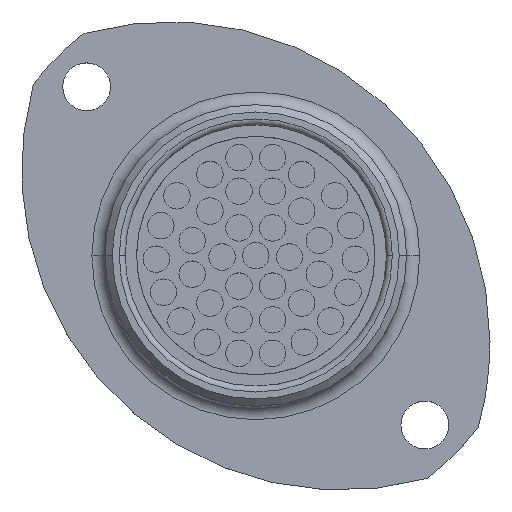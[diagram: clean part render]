
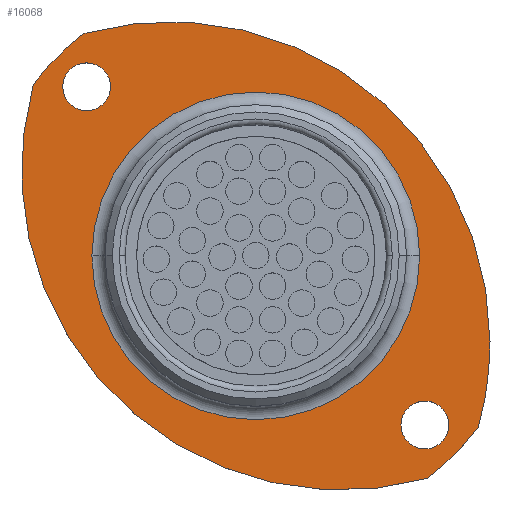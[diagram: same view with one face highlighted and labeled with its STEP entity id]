
A CAD part, top view. The second image highlights one B-rep face of the part: STEP entity #16068.
In plain terms, the highlighted planar face has unit normal (0, 0, 1).
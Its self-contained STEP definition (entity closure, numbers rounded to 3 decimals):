
#326 = ORIENTED_EDGE ( 'NONE', *, *, #45862, .F. ) ;
#365 = DIRECTION ( 'NONE',  ( 0., 0., 1. ) ) ;
#556 = DIRECTION ( 'NONE',  ( -1., 0., 0. ) ) ;
#804 = CIRCLE ( 'NONE', #24586, 11.135 ) ;
#1291 = DIRECTION ( 'NONE',  ( -1., 0., 0. ) ) ;
#2245 = ORIENTED_EDGE ( 'NONE', *, *, #3132, .F. ) ;
#2268 = AXIS2_PLACEMENT_3D ( 'NONE', #33565, #9293, #37661 ) ;
#2378 = CARTESIAN_POINT ( 'NONE',  ( -39.932, 29.18, 16.523 ) ) ;
#3132 = EDGE_CURVE ( 'NONE', #46169, #52365, #45731, .T. ) ;
#3376 = CARTESIAN_POINT ( 'NONE',  ( -26.817, -1.411, 16.523 ) ) ;
#3756 = DIRECTION ( 'NONE',  ( -1., 0., 0. ) ) ;
#3912 = DIRECTION ( 'NONE',  ( 0., 0., 1. ) ) ;
#4165 = CARTESIAN_POINT ( 'NONE',  ( -45.766, 4.246, 16.523 ) ) ;
#4504 = FACE_BOUND ( 'NONE', #12892, .T. ) ;
#5032 = CARTESIAN_POINT ( 'NONE',  ( -24.814, -1.593, 16.523 ) ) ;
#5550 = EDGE_LOOP ( 'NONE', ( #32915, #5934 ) ) ;
#5735 = ORIENTED_EDGE ( 'NONE', *, *, #29944, .F. ) ;
#5934 = ORIENTED_EDGE ( 'NONE', *, *, #37380, .F. ) ;
#5940 = CARTESIAN_POINT ( 'NONE',  ( -51.422, 21.57, 16.523 ) ) ;
#6446 = DIRECTION ( 'NONE',  ( -1., 0., 0. ) ) ;
#7664 = VERTEX_POINT ( 'NONE', #18470 ) ;
#8288 = DIRECTION ( 'NONE',  ( 1., 0., 0. ) ) ;
#8846 = DIRECTION ( 'NONE',  ( 0., 0., -1. ) ) ;
#8852 = CARTESIAN_POINT ( 'NONE',  ( -55.05, 21.753, 16.523 ) ) ;
#9293 = DIRECTION ( 'NONE',  ( 0., 0., 1. ) ) ;
#10040 = DIRECTION ( 'NONE',  ( 1., 0., 0. ) ) ;
#10252 = AXIS2_PLACEMENT_3D ( 'NONE', #4165, #32537, #8288 ) ;
#10811 = AXIS2_PLACEMENT_3D ( 'NONE', #36178, #11836, #40245 ) ;
#10876 = CARTESIAN_POINT ( 'NONE',  ( -51.605, 25.198, 16.523 ) ) ;
#11538 = CIRCLE ( 'NONE', #26433, 1.625 ) ;
#11704 = AXIS2_PLACEMENT_3D ( 'NONE', #33123, #8846, #37225 ) ;
#11836 = DIRECTION ( 'NONE',  ( 0., 0., 1. ) ) ;
#12280 = CARTESIAN_POINT ( 'NONE',  ( -45.766, 4.246, 16.523 ) ) ;
#12891 = EDGE_CURVE ( 'NONE', #51517, #48124, #24156, .T. ) ;
#12892 = EDGE_LOOP ( 'NONE', ( #2245, #326 ) ) ;
#13326 = VERTEX_POINT ( 'NONE', #52259 ) ;
#14985 = AXIS2_PLACEMENT_3D ( 'NONE', #49209, #24874, #556 ) ;
#15332 = FACE_BOUND ( 'NONE', #34971, .T. ) ;
#16068 = ADVANCED_FACE ( 'NONE', ( #15332, #4504, #24837, #35618 ), #22255, .F. ) ;
#16389 = DIRECTION ( 'NONE',  ( 1., 0., 0. ) ) ;
#16766 = EDGE_CURVE ( 'NONE', #17100, #37639, #50080, .T. ) ;
#17100 = VERTEX_POINT ( 'NONE', #3376 ) ;
#17458 = CARTESIAN_POINT ( 'NONE',  ( -24.016, 4.246, 16.523 ) ) ;
#18470 = CARTESIAN_POINT ( 'NONE',  ( -28.259, -5.038, 16.523 ) ) ;
#19031 = EDGE_CURVE ( 'NONE', #13326, #52480, #21378, .T. ) ;
#19643 = EDGE_CURVE ( 'NONE', #48124, #31938, #51096, .T. ) ;
#19713 = CARTESIAN_POINT ( 'NONE',  ( -51.067, 10.08, 16.523 ) ) ;
#21374 = EDGE_CURVE ( 'NONE', #51517, #7664, #25295, .T. ) ;
#21378 = CIRCLE ( 'NONE', #11704, 11.135 ) ;
#22255 = PLANE ( 'NONE',  #23372 ) ;
#23372 = AXIS2_PLACEMENT_3D ( 'NONE', #2378, #30735, #6446 ) ;
#23760 = ORIENTED_EDGE ( 'NONE', *, *, #48122, .T. ) ;
#24156 = CIRCLE ( 'NONE', #10252, 21.75 ) ;
#24586 = AXIS2_PLACEMENT_3D ( 'NONE', #49973, #25610, #1291 ) ;
#24697 = CARTESIAN_POINT ( 'NONE',  ( -28.442, -1.411, 16.523 ) ) ;
#24837 = FACE_BOUND ( 'NONE', #5550, .T. ) ;
#24874 = DIRECTION ( 'NONE',  ( 0., 0., -1. ) ) ;
#25112 = ORIENTED_EDGE ( 'NONE', *, *, #19643, .T. ) ;
#25295 = CIRCLE ( 'NONE', #14985, 19.1 ) ;
#25610 = DIRECTION ( 'NONE',  ( 0., 0., -1. ) ) ;
#26433 = AXIS2_PLACEMENT_3D ( 'NONE', #5940, #34318, #10040 ) ;
#27363 = AXIS2_PLACEMENT_3D ( 'NONE', #12280, #40697, #16389 ) ;
#27700 = CIRCLE ( 'NONE', #51205, 1.625 ) ;
#27709 = AXIS2_PLACEMENT_3D ( 'NONE', #52407, #28011, #3756 ) ;
#28011 = DIRECTION ( 'NONE',  ( 0., 0., -1. ) ) ;
#28189 = CARTESIAN_POINT ( 'NONE',  ( -28.442, -1.411, 16.523 ) ) ;
#28715 = DIRECTION ( 'NONE',  ( 1., 0., 0. ) ) ;
#29944 = EDGE_CURVE ( 'NONE', #49080, #31938, #31953, .T. ) ;
#30735 = DIRECTION ( 'NONE',  ( 0., 0., -1. ) ) ;
#31796 = CARTESIAN_POINT ( 'NONE',  ( -49.797, 21.57, 16.523 ) ) ;
#31937 = EDGE_LOOP ( 'NONE', ( #49505, #25112, #5735, #49245, #50913 ) ) ;
#31938 = VERTEX_POINT ( 'NONE', #10876 ) ;
#31953 = CIRCLE ( 'NONE', #27709, 19.1 ) ;
#32274 = DIRECTION ( 'NONE',  ( 1., 0., 0. ) ) ;
#32537 = DIRECTION ( 'NONE',  ( 0., 0., 1. ) ) ;
#32915 = ORIENTED_EDGE ( 'NONE', *, *, #16766, .F. ) ;
#33123 = CARTESIAN_POINT ( 'NONE',  ( -39.932, 10.08, 16.523 ) ) ;
#33565 = CARTESIAN_POINT ( 'NONE',  ( -51.422, 21.57, 16.523 ) ) ;
#34318 = DIRECTION ( 'NONE',  ( 0., 0., 1. ) ) ;
#34824 = EDGE_CURVE ( 'NONE', #49080, #7664, #38108, .T. ) ;
#34971 = EDGE_LOOP ( 'NONE', ( #23760, #39417 ) ) ;
#35618 = FACE_OUTER_BOUND ( 'NONE', #31937, .T. ) ;
#36178 = CARTESIAN_POINT ( 'NONE',  ( -34.098, 15.914, 16.523 ) ) ;
#37225 = DIRECTION ( 'NONE',  ( -1., 0., 0. ) ) ;
#37380 = EDGE_CURVE ( 'NONE', #37639, #17100, #27700, .T. ) ;
#37639 = VERTEX_POINT ( 'NONE', #42243 ) ;
#37661 = DIRECTION ( 'NONE',  ( 1., 0., 0. ) ) ;
#38108 = CIRCLE ( 'NONE', #10811, 21.75 ) ;
#39120 = CARTESIAN_POINT ( 'NONE',  ( -53.047, 21.57, 16.523 ) ) ;
#39417 = ORIENTED_EDGE ( 'NONE', *, *, #19031, .T. ) ;
#40245 = DIRECTION ( 'NONE',  ( 1., 0., 0. ) ) ;
#40697 = DIRECTION ( 'NONE',  ( 0., 0., 1. ) ) ;
#42243 = CARTESIAN_POINT ( 'NONE',  ( -30.067, -1.411, 16.523 ) ) ;
#45498 = AXIS2_PLACEMENT_3D ( 'NONE', #24697, #365, #28715 ) ;
#45731 = CIRCLE ( 'NONE', #2268, 1.625 ) ;
#45862 = EDGE_CURVE ( 'NONE', #52365, #46169, #11538, .T. ) ;
#46169 = VERTEX_POINT ( 'NONE', #31796 ) ;
#48122 = EDGE_CURVE ( 'NONE', #52480, #13326, #804, .T. ) ;
#48124 = VERTEX_POINT ( 'NONE', #17458 ) ;
#49080 = VERTEX_POINT ( 'NONE', #8852 ) ;
#49209 = CARTESIAN_POINT ( 'NONE',  ( -39.932, 10.08, 16.523 ) ) ;
#49245 = ORIENTED_EDGE ( 'NONE', *, *, #34824, .T. ) ;
#49505 = ORIENTED_EDGE ( 'NONE', *, *, #12891, .T. ) ;
#49973 = CARTESIAN_POINT ( 'NONE',  ( -39.932, 10.08, 16.523 ) ) ;
#50080 = CIRCLE ( 'NONE', #45498, 1.625 ) ;
#50913 = ORIENTED_EDGE ( 'NONE', *, *, #21374, .F. ) ;
#51096 = CIRCLE ( 'NONE', #27363, 21.75 ) ;
#51205 = AXIS2_PLACEMENT_3D ( 'NONE', #28189, #3912, #32274 ) ;
#51517 = VERTEX_POINT ( 'NONE', #5032 ) ;
#52259 = CARTESIAN_POINT ( 'NONE',  ( -28.797, 10.08, 16.523 ) ) ;
#52365 = VERTEX_POINT ( 'NONE', #39120 ) ;
#52407 = CARTESIAN_POINT ( 'NONE',  ( -39.932, 10.08, 16.523 ) ) ;
#52480 = VERTEX_POINT ( 'NONE', #19713 ) ;
